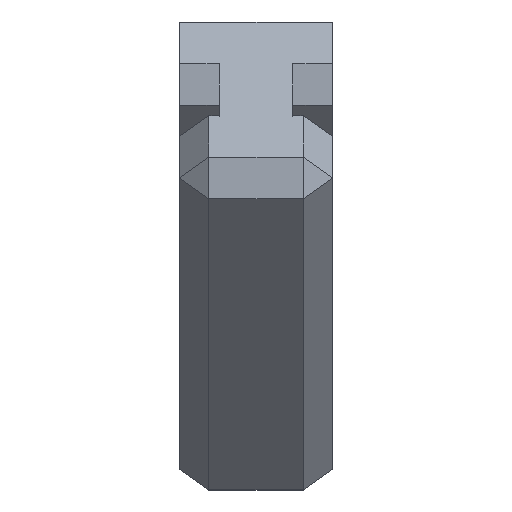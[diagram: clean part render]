
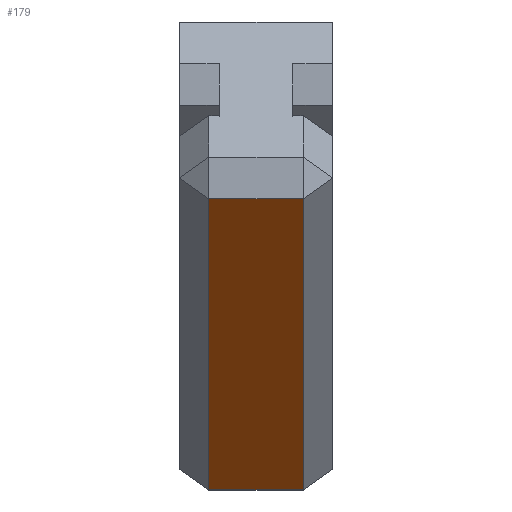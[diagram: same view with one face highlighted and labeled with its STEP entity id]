
A CAD part, left-side view. The second image highlights one B-rep face of the part: STEP entity #179.
In plain terms, the highlighted planar face has unit normal (-0.707, 0, -0.707).
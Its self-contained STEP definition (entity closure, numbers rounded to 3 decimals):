
#38 = CARTESIAN_POINT ( 'NONE',  ( -11.667, 2.6, 5.303 ) ) ;
#179 = ADVANCED_FACE ( 'NONE', ( #2404 ), #2118, .T. ) ;
#218 = VECTOR ( 'NONE', #2177, 1000. ) ;
#286 = CARTESIAN_POINT ( 'NONE',  ( -3.889, -2.6, -2.475 ) ) ;
#350 = EDGE_CURVE ( 'NONE', #2048, #655, #1154, .T. ) ;
#366 = VERTEX_POINT ( 'NONE', #1985 ) ;
#413 = DIRECTION ( 'NONE',  ( -0.707, 0., -0.707 ) ) ;
#420 = ORIENTED_EDGE ( 'NONE', *, *, #350, .T. ) ;
#501 = VERTEX_POINT ( 'NONE', #1342 ) ;
#655 = VERTEX_POINT ( 'NONE', #2213 ) ;
#837 = CARTESIAN_POINT ( 'NONE',  ( -13.789, 2.6, 7.425 ) ) ;
#863 = ORIENTED_EDGE ( 'NONE', *, *, #1255, .T. ) ;
#947 = EDGE_LOOP ( 'NONE', ( #1005, #863, #420, #2313 ) ) ;
#1005 = ORIENTED_EDGE ( 'NONE', *, *, #2317, .T. ) ;
#1030 = VECTOR ( 'NONE', #2240, 1000. ) ;
#1084 = CARTESIAN_POINT ( 'NONE',  ( -11.667, 1.6, 5.303 ) ) ;
#1154 = LINE ( 'NONE', #837, #218 ) ;
#1162 = CARTESIAN_POINT ( 'NONE',  ( -11.667, -1.6, 5.303 ) ) ;
#1214 = DIRECTION ( 'NONE',  ( 0., -1., 0. ) ) ;
#1255 = EDGE_CURVE ( 'NONE', #501, #2048, #1984, .T. ) ;
#1342 = CARTESIAN_POINT ( 'NONE',  ( -3.889, -1.6, -2.475 ) ) ;
#1537 = LINE ( 'NONE', #1084, #1030 ) ;
#1630 = EDGE_CURVE ( 'NONE', #655, #366, #1537, .T. ) ;
#1723 = AXIS2_PLACEMENT_3D ( 'NONE', #38, #413, #1749 ) ;
#1749 = DIRECTION ( 'NONE',  ( -0.707, 0., 0.707 ) ) ;
#1927 = VECTOR ( 'NONE', #1929, 1000. ) ;
#1929 = DIRECTION ( 'NONE',  ( -0.707, 0., 0.707 ) ) ;
#1938 = LINE ( 'NONE', #286, #2374 ) ;
#1984 = LINE ( 'NONE', #1162, #1927 ) ;
#1985 = CARTESIAN_POINT ( 'NONE',  ( -3.889, 1.6, -2.475 ) ) ;
#2048 = VERTEX_POINT ( 'NONE', #2415 ) ;
#2118 = PLANE ( 'NONE',  #1723 ) ;
#2177 = DIRECTION ( 'NONE',  ( 0., 1., 0. ) ) ;
#2213 = CARTESIAN_POINT ( 'NONE',  ( -13.789, 1.6, 7.425 ) ) ;
#2240 = DIRECTION ( 'NONE',  ( 0.707, 0., -0.707 ) ) ;
#2313 = ORIENTED_EDGE ( 'NONE', *, *, #1630, .T. ) ;
#2317 = EDGE_CURVE ( 'NONE', #366, #501, #1938, .T. ) ;
#2374 = VECTOR ( 'NONE', #1214, 1000. ) ;
#2404 = FACE_OUTER_BOUND ( 'NONE', #947, .T. ) ;
#2415 = CARTESIAN_POINT ( 'NONE',  ( -13.789, -1.6, 7.425 ) ) ;
